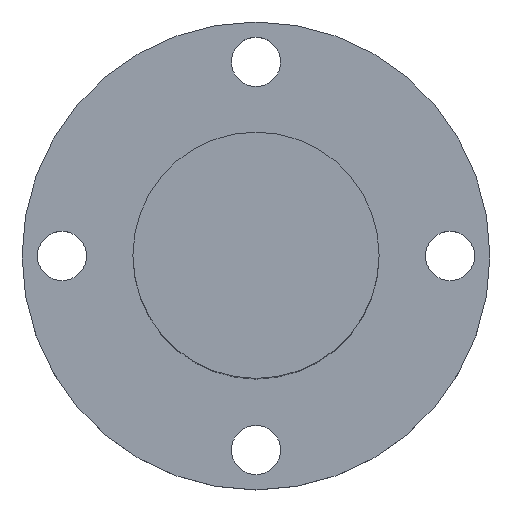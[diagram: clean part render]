
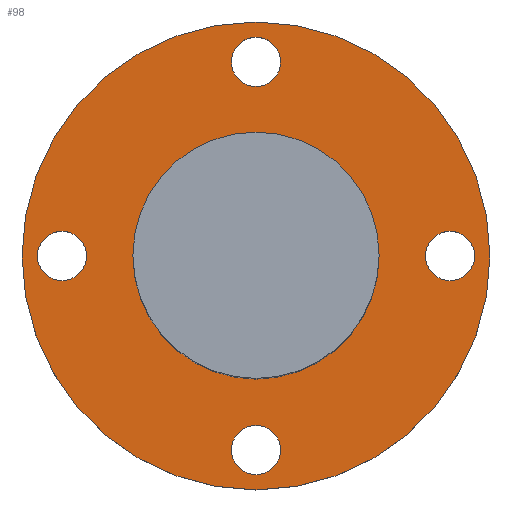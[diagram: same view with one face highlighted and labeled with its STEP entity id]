
A CAD part, top view. The second image highlights one B-rep face of the part: STEP entity #98.
In plain terms, the highlighted planar face has unit normal (0, 0, 1).
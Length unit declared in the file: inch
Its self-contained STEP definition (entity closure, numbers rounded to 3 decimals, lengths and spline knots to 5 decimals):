
#2 = ORIENTED_EDGE ( 'NONE', *, *, #23, .T. ) ;
#4 = CARTESIAN_POINT ( 'NONE',  ( -0.25, 1.97, 0.5 ) ) ;
#6 = CARTESIAN_POINT ( 'NONE',  ( 1.97, 0., 0.5 ) ) ;
#13 = DIRECTION ( 'NONE',  ( 1., 0., 0. ) ) ;
#19 = CIRCLE ( 'NONE', #160, 0.25 ) ;
#21 = DIRECTION ( 'NONE',  ( 0., 0., 1. ) ) ;
#23 = EDGE_CURVE ( 'NONE', #322, #69, #391, .T. ) ;
#24 = DIRECTION ( 'NONE',  ( 0., 0., 1. ) ) ;
#25 = ORIENTED_EDGE ( 'NONE', *, *, #293, .F. ) ;
#26 = EDGE_LOOP ( 'NONE', ( #66, #93 ) ) ;
#29 = EDGE_LOOP ( 'NONE', ( #269, #235 ) ) ;
#30 = DIRECTION ( 'NONE',  ( 0., 0., 1. ) ) ;
#33 = CARTESIAN_POINT ( 'NONE',  ( 0., 0., 0.5 ) ) ;
#34 = CARTESIAN_POINT ( 'NONE',  ( 1.72, 0., 0.5 ) ) ;
#43 = VERTEX_POINT ( 'NONE', #284 ) ;
#55 = VERTEX_POINT ( 'NONE', #243 ) ;
#66 = ORIENTED_EDGE ( 'NONE', *, *, #286, .F. ) ;
#69 = VERTEX_POINT ( 'NONE', #156 ) ;
#74 = FACE_BOUND ( 'NONE', #232, .T. ) ;
#77 = CARTESIAN_POINT ( 'NONE',  ( 0., 0., 0.5 ) ) ;
#78 = CIRCLE ( 'NONE', #528, 0.25 ) ;
#85 = AXIS2_PLACEMENT_3D ( 'NONE', #77, #200, #510 ) ;
#93 = ORIENTED_EDGE ( 'NONE', *, *, #283, .F. ) ;
#98 = ADVANCED_FACE ( 'NONE', ( #456, #462, #74, #164, #295, #248 ), #420, .T. ) ;
#99 = VERTEX_POINT ( 'NONE', #4 ) ;
#102 = EDGE_CURVE ( 'NONE', #265, #55, #209, .T. ) ;
#105 = CIRCLE ( 'NONE', #432, 0.25 ) ;
#116 = AXIS2_PLACEMENT_3D ( 'NONE', #33, #466, #342 ) ;
#131 = VERTEX_POINT ( 'NONE', #349 ) ;
#140 = CARTESIAN_POINT ( 'NONE',  ( 0., -1.97, 0.5 ) ) ;
#146 = VERTEX_POINT ( 'NONE', #253 ) ;
#156 = CARTESIAN_POINT ( 'NONE',  ( -2.375, 0., 0.5 ) ) ;
#160 = AXIS2_PLACEMENT_3D ( 'NONE', #443, #224, #399 ) ;
#164 = FACE_BOUND ( 'NONE', #26, .T. ) ;
#167 = ORIENTED_EDGE ( 'NONE', *, *, #196, .F. ) ;
#169 = DIRECTION ( 'NONE',  ( 0., 0., 1. ) ) ;
#173 = EDGE_LOOP ( 'NONE', ( #547, #2 ) ) ;
#174 = CARTESIAN_POINT ( 'NONE',  ( 0., 1.97, 0.5 ) ) ;
#194 = ORIENTED_EDGE ( 'NONE', *, *, #299, .F. ) ;
#195 = DIRECTION ( 'NONE',  ( 0., 0., 1. ) ) ;
#196 = EDGE_CURVE ( 'NONE', #146, #403, #450, .T. ) ;
#200 = DIRECTION ( 'NONE',  ( 0., 0., 1. ) ) ;
#202 = EDGE_CURVE ( 'NONE', #264, #99, #288, .T. ) ;
#208 = AXIS2_PLACEMENT_3D ( 'NONE', #280, #453, #411 ) ;
#209 = CIRCLE ( 'NONE', #377, 1.25 ) ;
#216 = AXIS2_PLACEMENT_3D ( 'NONE', #414, #30, #328 ) ;
#217 = VERTEX_POINT ( 'NONE', #479 ) ;
#222 = DIRECTION ( 'NONE',  ( 0., 0., 1. ) ) ;
#224 = DIRECTION ( 'NONE',  ( 0., 0., 1. ) ) ;
#227 = CARTESIAN_POINT ( 'NONE',  ( 1.25, 0., 0.5 ) ) ;
#232 = EDGE_LOOP ( 'NONE', ( #398, #291 ) ) ;
#235 = ORIENTED_EDGE ( 'NONE', *, *, #102, .F. ) ;
#236 = DIRECTION ( 'NONE',  ( 1., 0., 0. ) ) ;
#242 = CIRCLE ( 'NONE', #208, 2.375 ) ;
#243 = CARTESIAN_POINT ( 'NONE',  ( -1.25, 0., 0.5 ) ) ;
#247 = CARTESIAN_POINT ( 'NONE',  ( 0., 0., 0.5 ) ) ;
#248 = FACE_OUTER_BOUND ( 'NONE', #173, .T. ) ;
#251 = CIRCLE ( 'NONE', #515, 1.25 ) ;
#253 = CARTESIAN_POINT ( 'NONE',  ( 2.22, 0., 0.5 ) ) ;
#261 = AXIS2_PLACEMENT_3D ( 'NONE', #493, #355, #236 ) ;
#264 = VERTEX_POINT ( 'NONE', #534 ) ;
#265 = VERTEX_POINT ( 'NONE', #227 ) ;
#266 = EDGE_CURVE ( 'NONE', #99, #264, #362, .T. ) ;
#269 = ORIENTED_EDGE ( 'NONE', *, *, #451, .F. ) ;
#272 = DIRECTION ( 'NONE',  ( 1., 0., 0. ) ) ;
#280 = CARTESIAN_POINT ( 'NONE',  ( 0., 0., 0.5 ) ) ;
#283 = EDGE_CURVE ( 'NONE', #217, #363, #105, .T. ) ;
#284 = CARTESIAN_POINT ( 'NONE',  ( 0.25, -1.97, 0.5 ) ) ;
#286 = EDGE_CURVE ( 'NONE', #363, #217, #19, .T. ) ;
#288 = CIRCLE ( 'NONE', #523, 0.25 ) ;
#291 = ORIENTED_EDGE ( 'NONE', *, *, #202, .F. ) ;
#293 = EDGE_CURVE ( 'NONE', #131, #43, #78, .T. ) ;
#295 = FACE_BOUND ( 'NONE', #358, .T. ) ;
#299 = EDGE_CURVE ( 'NONE', #403, #146, #331, .T. ) ;
#306 = DIRECTION ( 'NONE',  ( 1., 0., 0. ) ) ;
#322 = VERTEX_POINT ( 'NONE', #323 ) ;
#323 = CARTESIAN_POINT ( 'NONE',  ( 2.375, 0., 0.5 ) ) ;
#324 = CIRCLE ( 'NONE', #216, 0.25 ) ;
#326 = DIRECTION ( 'NONE',  ( 0., 0., 1. ) ) ;
#328 = DIRECTION ( 'NONE',  ( 1., 0., 0. ) ) ;
#331 = CIRCLE ( 'NONE', #340, 0.25 ) ;
#340 = AXIS2_PLACEMENT_3D ( 'NONE', #404, #195, #13 ) ;
#342 = DIRECTION ( 'NONE',  ( 1., 0., 0. ) ) ;
#349 = CARTESIAN_POINT ( 'NONE',  ( -0.25, -1.97, 0.5 ) ) ;
#355 = DIRECTION ( 'NONE',  ( 0., 0., 1. ) ) ;
#358 = EDGE_LOOP ( 'NONE', ( #25, #536 ) ) ;
#362 = CIRCLE ( 'NONE', #261, 0.25 ) ;
#363 = VERTEX_POINT ( 'NONE', #449 ) ;
#377 = AXIS2_PLACEMENT_3D ( 'NONE', #473, #222, #475 ) ;
#391 = CIRCLE ( 'NONE', #85, 2.375 ) ;
#396 = DIRECTION ( 'NONE',  ( 0., 0., 1. ) ) ;
#398 = ORIENTED_EDGE ( 'NONE', *, *, #266, .F. ) ;
#399 = DIRECTION ( 'NONE',  ( 1., 0., 0. ) ) ;
#403 = VERTEX_POINT ( 'NONE', #34 ) ;
#404 = CARTESIAN_POINT ( 'NONE',  ( 1.97, 0., 0.5 ) ) ;
#406 = CARTESIAN_POINT ( 'NONE',  ( -1.97, 0., 0.5 ) ) ;
#411 = DIRECTION ( 'NONE',  ( 1., 0., 0. ) ) ;
#414 = CARTESIAN_POINT ( 'NONE',  ( 0., -1.97, 0.5 ) ) ;
#420 = PLANE ( 'NONE',  #116 ) ;
#421 = DIRECTION ( 'NONE',  ( 1., 0., 0. ) ) ;
#432 = AXIS2_PLACEMENT_3D ( 'NONE', #406, #21, #527 ) ;
#436 = EDGE_CURVE ( 'NONE', #69, #322, #242, .T. ) ;
#443 = CARTESIAN_POINT ( 'NONE',  ( -1.97, 0., 0.5 ) ) ;
#447 = EDGE_LOOP ( 'NONE', ( #194, #167 ) ) ;
#449 = CARTESIAN_POINT ( 'NONE',  ( -2.22, 0., 0.5 ) ) ;
#450 = CIRCLE ( 'NONE', #497, 0.25 ) ;
#451 = EDGE_CURVE ( 'NONE', #55, #265, #251, .T. ) ;
#453 = DIRECTION ( 'NONE',  ( 0., 0., 1. ) ) ;
#456 = FACE_BOUND ( 'NONE', #29, .T. ) ;
#462 = FACE_BOUND ( 'NONE', #447, .T. ) ;
#466 = DIRECTION ( 'NONE',  ( 0., 0., 1. ) ) ;
#473 = CARTESIAN_POINT ( 'NONE',  ( 0., 0., 0.5 ) ) ;
#475 = DIRECTION ( 'NONE',  ( 1., 0., 0. ) ) ;
#479 = CARTESIAN_POINT ( 'NONE',  ( -1.72, 0., 0.5 ) ) ;
#493 = CARTESIAN_POINT ( 'NONE',  ( 0., 1.97, 0.5 ) ) ;
#497 = AXIS2_PLACEMENT_3D ( 'NONE', #6, #396, #519 ) ;
#505 = EDGE_CURVE ( 'NONE', #43, #131, #324, .T. ) ;
#510 = DIRECTION ( 'NONE',  ( 1., 0., 0. ) ) ;
#515 = AXIS2_PLACEMENT_3D ( 'NONE', #247, #326, #421 ) ;
#519 = DIRECTION ( 'NONE',  ( 1., 0., 0. ) ) ;
#523 = AXIS2_PLACEMENT_3D ( 'NONE', #174, #169, #306 ) ;
#527 = DIRECTION ( 'NONE',  ( 1., 0., 0. ) ) ;
#528 = AXIS2_PLACEMENT_3D ( 'NONE', #140, #24, #272 ) ;
#534 = CARTESIAN_POINT ( 'NONE',  ( 0.25, 1.97, 0.5 ) ) ;
#536 = ORIENTED_EDGE ( 'NONE', *, *, #505, .F. ) ;
#547 = ORIENTED_EDGE ( 'NONE', *, *, #436, .T. ) ;
